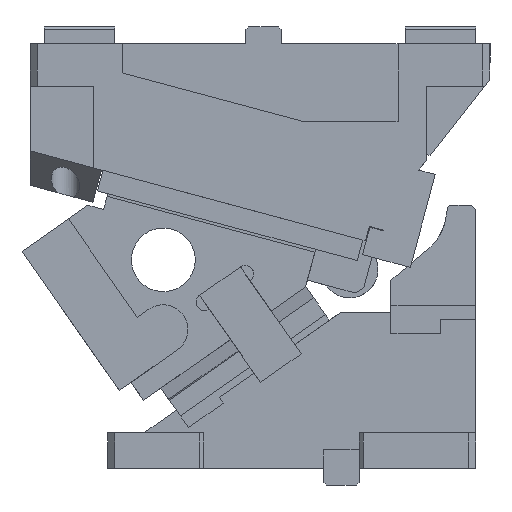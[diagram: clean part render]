
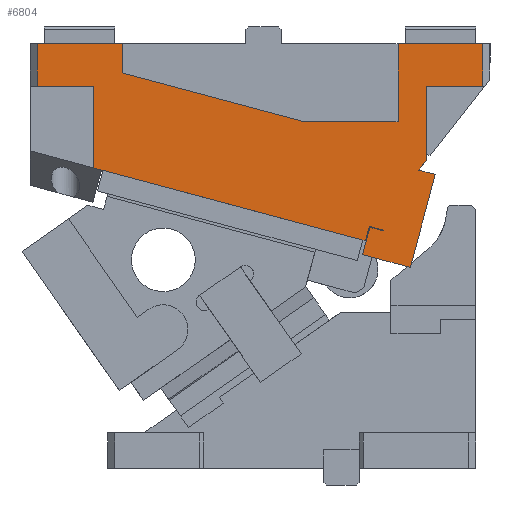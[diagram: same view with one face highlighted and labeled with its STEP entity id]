
A CAD part, left-side view. The second image highlights one B-rep face of the part: STEP entity #6804.
In plain terms, the highlighted planar face has unit normal (-1, 0, 0).
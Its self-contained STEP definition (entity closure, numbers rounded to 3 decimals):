
#261=CARTESIAN_POINT('Line Origine',(-296.559,814.251,-88.667)) ;
#265=CARTESIAN_POINT('Vertex',(-296.559,817.526,-87.789)) ;
#267=CARTESIAN_POINT('Vertex',(-296.559,810.976,-89.544)) ;
#811=CARTESIAN_POINT('Vertex',(-296.559,627.45,-138.72)) ;
#854=CARTESIAN_POINT('Line Origine',(-296.559,817.526,-58.895)) ;
#858=CARTESIAN_POINT('Vertex',(-296.559,817.526,-30.)) ;
#1661=CARTESIAN_POINT('Vertex',(-296.559,587.807,-89.296)) ;
#1668=CARTESIAN_POINT('Vertex',(-296.559,582.526,-82.542)) ;
#1671=CARTESIAN_POINT('Line Origine',(-296.559,585.167,-85.919)) ;
#1693=CARTESIAN_POINT('Vertex',(-296.559,582.526,-30.)) ;
#1696=CARTESIAN_POINT('Line Origine',(-296.559,582.526,-56.271)) ;
#1721=CARTESIAN_POINT('Line Origine',(-296.559,582.012,-90.849)) ;
#1725=CARTESIAN_POINT('Vertex',(-296.559,576.216,-92.402)) ;
#1798=CARTESIAN_POINT('Vertex',(-296.559,625.518,-139.237)) ;
#1801=CARTESIAN_POINT('Line Origine',(-296.559,626.484,-138.979)) ;
#1829=CARTESIAN_POINT('Vertex',(-296.559,622.801,-129.095)) ;
#1832=CARTESIAN_POINT('Line Origine',(-296.559,624.159,-134.166)) ;
#1860=CARTESIAN_POINT('Vertex',(-296.559,612.658,-131.813)) ;
#1863=CARTESIAN_POINT('Line Origine',(-296.559,617.729,-130.454)) ;
#1886=CARTESIAN_POINT('Vertex',(-296.559,612.788,-132.296)) ;
#1889=CARTESIAN_POINT('Line Origine',(-296.559,612.723,-132.054)) ;
#2004=CARTESIAN_POINT('Line Origine',(-296.559,810.01,-89.803)) ;
#2008=CARTESIAN_POINT('Vertex',(-296.559,809.044,-90.062)) ;
#2011=CARTESIAN_POINT('Line Origine',(-296.559,628.416,-138.461)) ;
#2015=CARTESIAN_POINT('Vertex',(-296.559,629.382,-138.202)) ;
#2018=CARTESIAN_POINT('Line Origine',(-296.559,719.213,-114.132)) ;
#2056=CARTESIAN_POINT('Line Origine',(-296.559,837.526,-30.)) ;
#2060=CARTESIAN_POINT('Vertex',(-296.559,857.526,-30.)) ;
#2152=CARTESIAN_POINT('Vertex',(-296.559,857.526,0.)) ;
#2162=CARTESIAN_POINT('Line Origine',(-296.559,857.526,-15.)) ;
#2322=CARTESIAN_POINT('Line Origine',(-296.559,827.526,0.)) ;
#2326=CARTESIAN_POINT('Vertex',(-296.559,797.526,0.)) ;
#2646=CARTESIAN_POINT('Vertex',(-296.559,797.526,-20.679)) ;
#2656=CARTESIAN_POINT('Line Origine',(-296.559,797.526,-10.339)) ;
#2677=CARTESIAN_POINT('Vertex',(-296.559,669.438,-55.)) ;
#2687=CARTESIAN_POINT('Line Origine',(-296.559,733.482,-37.839)) ;
#2710=CARTESIAN_POINT('Vertex',(-296.559,602.526,-55.)) ;
#2718=CARTESIAN_POINT('Line Origine',(-296.559,635.982,-55.)) ;
#2735=CARTESIAN_POINT('Line Origine',(-296.559,602.526,-27.5)) ;
#2739=CARTESIAN_POINT('Vertex',(-296.559,602.526,0.)) ;
#2787=CARTESIAN_POINT('Line Origine',(-296.559,572.526,0.)) ;
#2791=CARTESIAN_POINT('Vertex',(-296.559,542.526,0.)) ;
#2934=CARTESIAN_POINT('Line Origine',(-296.559,542.526,-15.)) ;
#2938=CARTESIAN_POINT('Vertex',(-296.559,542.526,-30.)) ;
#2959=CARTESIAN_POINT('Line Origine',(-296.559,562.526,-30.)) ;
#3041=CARTESIAN_POINT('Vertex',(-296.559,593.816,-158.085)) ;
#3065=CARTESIAN_POINT('Line Origine',(-296.559,585.016,-125.243)) ;
#3084=CARTESIAN_POINT('Line Origine',(-296.559,610.72,-153.555)) ;
#3088=CARTESIAN_POINT('Vertex',(-296.559,627.623,-149.026)) ;
#3115=CARTESIAN_POINT('Line Origine',(-296.559,625.035,-139.367)) ;
#3119=CARTESIAN_POINT('Vertex',(-296.559,622.447,-129.708)) ;
#3151=CARTESIAN_POINT('Line Origine',(-296.559,617.617,-131.002)) ;
#6771=CARTESIAN_POINT('Axis2P3D Location',(-296.559,698.38,-58.18)) ;
#262=DIRECTION('Vector Direction',(0.,-0.966,-0.259)) ;
#855=DIRECTION('Vector Direction',(0.,0.,-1.)) ;
#1672=DIRECTION('Vector Direction',(0.,0.616,-0.788)) ;
#1697=DIRECTION('Vector Direction',(0.,0.,1.)) ;
#1722=DIRECTION('Vector Direction',(0.,-0.966,-0.259)) ;
#1802=DIRECTION('Vector Direction',(0.,-0.966,-0.259)) ;
#1833=DIRECTION('Vector Direction',(0.,-0.259,0.966)) ;
#1864=DIRECTION('Vector Direction',(0.,-0.966,-0.259)) ;
#1890=DIRECTION('Vector Direction',(0.,0.259,-0.966)) ;
#2005=DIRECTION('Vector Direction',(0.,-0.966,-0.259)) ;
#2012=DIRECTION('Vector Direction',(0.,-0.966,-0.259)) ;
#2019=DIRECTION('Vector Direction',(0.,-0.966,-0.259)) ;
#2057=DIRECTION('Vector Direction',(0.,-1.,0.)) ;
#2163=DIRECTION('Vector Direction',(0.,0.,1.)) ;
#2323=DIRECTION('Vector Direction',(0.,-1.,0.)) ;
#2657=DIRECTION('Vector Direction',(0.,0.,1.)) ;
#2688=DIRECTION('Vector Direction',(0.,-0.966,-0.259)) ;
#2719=DIRECTION('Vector Direction',(0.,1.,0.)) ;
#2736=DIRECTION('Vector Direction',(0.,0.,-1.)) ;
#2788=DIRECTION('Vector Direction',(0.,-1.,0.)) ;
#2935=DIRECTION('Vector Direction',(0.,0.,-1.)) ;
#2960=DIRECTION('Vector Direction',(0.,-1.,0.)) ;
#3066=DIRECTION('Vector Direction',(0.,0.259,-0.966)) ;
#3085=DIRECTION('Vector Direction',(0.,-0.966,-0.259)) ;
#3116=DIRECTION('Vector Direction',(0.,-0.259,0.966)) ;
#3152=DIRECTION('Vector Direction',(0.,-0.966,-0.259)) ;
#6772=DIRECTION('Axis2P3D Direction',(1.,0.,0.)) ;
#6773=DIRECTION('Axis2P3D XDirection',(0.,1.,0.)) ;
#6774=AXIS2_PLACEMENT_3D('Plane Axis2P3D',#6771,#6772,#6773) ;
#6777=ORIENTED_EDGE('',*,*,#2017,.T.) ;
#6778=ORIENTED_EDGE('',*,*,#1805,.T.) ;
#6779=ORIENTED_EDGE('',*,*,#1836,.T.) ;
#6780=ORIENTED_EDGE('',*,*,#1867,.T.) ;
#6781=ORIENTED_EDGE('',*,*,#1893,.T.) ;
#6782=ORIENTED_EDGE('',*,*,#3155,.F.) ;
#6783=ORIENTED_EDGE('',*,*,#3121,.F.) ;
#6784=ORIENTED_EDGE('',*,*,#3090,.T.) ;
#6785=ORIENTED_EDGE('',*,*,#3069,.F.) ;
#6786=ORIENTED_EDGE('',*,*,#1727,.F.) ;
#6787=ORIENTED_EDGE('',*,*,#1675,.F.) ;
#6788=ORIENTED_EDGE('',*,*,#1700,.T.) ;
#6789=ORIENTED_EDGE('',*,*,#2963,.T.) ;
#6790=ORIENTED_EDGE('',*,*,#2940,.F.) ;
#6791=ORIENTED_EDGE('',*,*,#2793,.F.) ;
#6792=ORIENTED_EDGE('',*,*,#2741,.T.) ;
#6793=ORIENTED_EDGE('',*,*,#2722,.T.) ;
#6794=ORIENTED_EDGE('',*,*,#2691,.F.) ;
#6795=ORIENTED_EDGE('',*,*,#2660,.T.) ;
#6796=ORIENTED_EDGE('',*,*,#2328,.F.) ;
#6797=ORIENTED_EDGE('',*,*,#2166,.F.) ;
#6798=ORIENTED_EDGE('',*,*,#2062,.T.) ;
#6799=ORIENTED_EDGE('',*,*,#860,.T.) ;
#6800=ORIENTED_EDGE('',*,*,#269,.T.) ;
#6801=ORIENTED_EDGE('',*,*,#2010,.T.) ;
#6802=ORIENTED_EDGE('',*,*,#2022,.F.) ;
#263=VECTOR('Line Direction',#262,1.) ;
#856=VECTOR('Line Direction',#855,1.) ;
#1673=VECTOR('Line Direction',#1672,1.) ;
#1698=VECTOR('Line Direction',#1697,1.) ;
#1723=VECTOR('Line Direction',#1722,1.) ;
#1803=VECTOR('Line Direction',#1802,1.) ;
#1834=VECTOR('Line Direction',#1833,1.) ;
#1865=VECTOR('Line Direction',#1864,1.) ;
#1891=VECTOR('Line Direction',#1890,1.) ;
#2006=VECTOR('Line Direction',#2005,1.) ;
#2013=VECTOR('Line Direction',#2012,1.) ;
#2020=VECTOR('Line Direction',#2019,1.) ;
#2058=VECTOR('Line Direction',#2057,1.) ;
#2164=VECTOR('Line Direction',#2163,1.) ;
#2324=VECTOR('Line Direction',#2323,1.) ;
#2658=VECTOR('Line Direction',#2657,1.) ;
#2689=VECTOR('Line Direction',#2688,1.) ;
#2720=VECTOR('Line Direction',#2719,1.) ;
#2737=VECTOR('Line Direction',#2736,1.) ;
#2789=VECTOR('Line Direction',#2788,1.) ;
#2936=VECTOR('Line Direction',#2935,1.) ;
#2961=VECTOR('Line Direction',#2960,1.) ;
#3067=VECTOR('Line Direction',#3066,1.) ;
#3086=VECTOR('Line Direction',#3085,1.) ;
#3117=VECTOR('Line Direction',#3116,1.) ;
#3153=VECTOR('Line Direction',#3152,1.) ;
#6804=ADVANCED_FACE('CAM HOLDER',(#6803),#6775,.F.) ;
#269=EDGE_CURVE('',#266,#268,#264,.T.) ;
#860=EDGE_CURVE('',#859,#266,#857,.T.) ;
#1675=EDGE_CURVE('',#1669,#1662,#1674,.T.) ;
#1700=EDGE_CURVE('',#1669,#1694,#1699,.T.) ;
#1727=EDGE_CURVE('',#1662,#1726,#1724,.T.) ;
#1805=EDGE_CURVE('',#812,#1799,#1804,.T.) ;
#1836=EDGE_CURVE('',#1799,#1830,#1835,.T.) ;
#1867=EDGE_CURVE('',#1830,#1861,#1866,.T.) ;
#1893=EDGE_CURVE('',#1861,#1887,#1892,.T.) ;
#2010=EDGE_CURVE('',#268,#2009,#2007,.T.) ;
#2017=EDGE_CURVE('',#2016,#812,#2014,.T.) ;
#2022=EDGE_CURVE('',#2016,#2009,#2021,.F.) ;
#2062=EDGE_CURVE('',#2061,#859,#2059,.T.) ;
#2166=EDGE_CURVE('',#2061,#2153,#2165,.T.) ;
#2328=EDGE_CURVE('',#2153,#2327,#2325,.T.) ;
#2660=EDGE_CURVE('',#2647,#2327,#2659,.T.) ;
#2691=EDGE_CURVE('',#2647,#2678,#2690,.T.) ;
#2722=EDGE_CURVE('',#2711,#2678,#2721,.T.) ;
#2741=EDGE_CURVE('',#2740,#2711,#2738,.T.) ;
#2793=EDGE_CURVE('',#2740,#2792,#2790,.T.) ;
#2940=EDGE_CURVE('',#2792,#2939,#2937,.T.) ;
#2963=EDGE_CURVE('',#1694,#2939,#2962,.T.) ;
#3069=EDGE_CURVE('',#1726,#3042,#3068,.T.) ;
#3090=EDGE_CURVE('',#3089,#3042,#3087,.T.) ;
#3121=EDGE_CURVE('',#3089,#3120,#3118,.T.) ;
#3155=EDGE_CURVE('',#3120,#1887,#3154,.T.) ;
#6776=EDGE_LOOP('',(#6777,#6778,#6779,#6780,#6781,#6782,#6783,#6784,#6785,#6786,#6787,#6788,#6789,#6790,#6791,#6792,#6793,#6794,#6795,#6796,#6797,#6798,#6799,#6800,#6801,#6802)) ;
#6803=FACE_OUTER_BOUND('',#6776,.T.) ;
#264=LINE('Line',#261,#263) ;
#857=LINE('Line',#854,#856) ;
#1674=LINE('Line',#1671,#1673) ;
#1699=LINE('Line',#1696,#1698) ;
#1724=LINE('Line',#1721,#1723) ;
#1804=LINE('Line',#1801,#1803) ;
#1835=LINE('Line',#1832,#1834) ;
#1866=LINE('Line',#1863,#1865) ;
#1892=LINE('Line',#1889,#1891) ;
#2007=LINE('Line',#2004,#2006) ;
#2014=LINE('Line',#2011,#2013) ;
#2021=LINE('Line',#2018,#2020) ;
#2059=LINE('Line',#2056,#2058) ;
#2165=LINE('Line',#2162,#2164) ;
#2325=LINE('Line',#2322,#2324) ;
#2659=LINE('Line',#2656,#2658) ;
#2690=LINE('Line',#2687,#2689) ;
#2721=LINE('Line',#2718,#2720) ;
#2738=LINE('Line',#2735,#2737) ;
#2790=LINE('Line',#2787,#2789) ;
#2937=LINE('Line',#2934,#2936) ;
#2962=LINE('Line',#2959,#2961) ;
#3068=LINE('Line',#3065,#3067) ;
#3087=LINE('Line',#3084,#3086) ;
#3118=LINE('Line',#3115,#3117) ;
#3154=LINE('Line',#3151,#3153) ;
#6775=PLANE('Plane',#6774) ;
#266=VERTEX_POINT('',#265) ;
#268=VERTEX_POINT('',#267) ;
#812=VERTEX_POINT('',#811) ;
#859=VERTEX_POINT('',#858) ;
#1662=VERTEX_POINT('',#1661) ;
#1669=VERTEX_POINT('',#1668) ;
#1694=VERTEX_POINT('',#1693) ;
#1726=VERTEX_POINT('',#1725) ;
#1799=VERTEX_POINT('',#1798) ;
#1830=VERTEX_POINT('',#1829) ;
#1861=VERTEX_POINT('',#1860) ;
#1887=VERTEX_POINT('',#1886) ;
#2009=VERTEX_POINT('',#2008) ;
#2016=VERTEX_POINT('',#2015) ;
#2061=VERTEX_POINT('',#2060) ;
#2153=VERTEX_POINT('',#2152) ;
#2327=VERTEX_POINT('',#2326) ;
#2647=VERTEX_POINT('',#2646) ;
#2678=VERTEX_POINT('',#2677) ;
#2711=VERTEX_POINT('',#2710) ;
#2740=VERTEX_POINT('',#2739) ;
#2792=VERTEX_POINT('',#2791) ;
#2939=VERTEX_POINT('',#2938) ;
#3042=VERTEX_POINT('',#3041) ;
#3089=VERTEX_POINT('',#3088) ;
#3120=VERTEX_POINT('',#3119) ;
